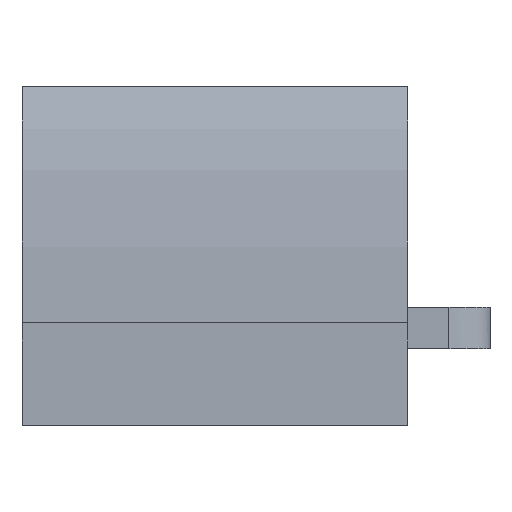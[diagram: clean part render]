
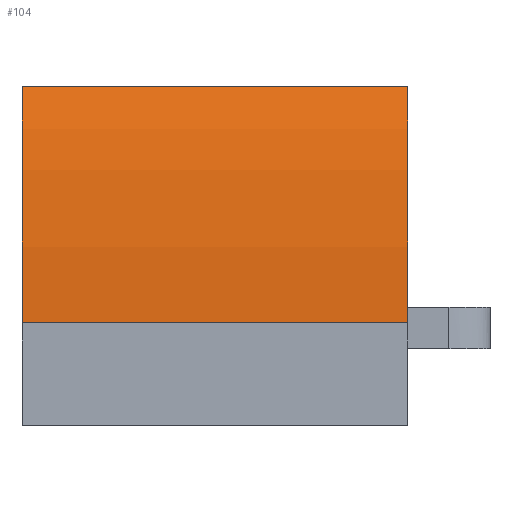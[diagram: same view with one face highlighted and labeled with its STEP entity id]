
A CAD part, left-side view. The second image highlights one B-rep face of the part: STEP entity #104.
In plain terms, the highlighted free-form (B-spline) face has degree [3, 1] with [5, 2] control points.
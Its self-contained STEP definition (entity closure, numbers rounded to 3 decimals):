
#12 = CARTESIAN_POINT ( 'NONE',  ( -21., 12.375, 5. ) ) ;
#34 = DIRECTION ( 'NONE',  ( 0., 1., 0. ) ) ;
#48 = B_SPLINE_SURFACE_WITH_KNOTS ( 'NONE', 3, 1, ( 
 ( #129, #984 ),
 ( #271, #711 ),
 ( #1124, #356 ),
 ( #1087, #463 ),
 ( #1210, #601 ) ),
 .UNSPECIFIED., .F., .F., .F.,
 ( 4, 1, 4 ),
 ( 2, 2 ),
 ( 0., 0.442, 1. ),
 ( 0., 1. ),
 .UNSPECIFIED. ) ;
#104 = ADVANCED_FACE ( 'NONE', ( #128 ), #48, .T. ) ;
#128 = FACE_OUTER_BOUND ( 'NONE', #365, .T. ) ;
#129 = CARTESIAN_POINT ( 'NONE',  ( -21., -6.375, 5. ) ) ;
#186 = VERTEX_POINT ( 'NONE', #876 ) ;
#197 = CARTESIAN_POINT ( 'NONE',  ( -19., -6.375, 16.5 ) ) ;
#202 = VERTEX_POINT ( 'NONE', #377 ) ;
#265 = CARTESIAN_POINT ( 'NONE',  ( -19., -25.276, 16.5 ) ) ;
#271 = CARTESIAN_POINT ( 'NONE',  ( -21., -6.375, 6.55 ) ) ;
#276 = EDGE_CURVE ( 'NONE', #521, #186, #865, .T. ) ;
#288 = CARTESIAN_POINT ( 'NONE',  ( -21., -6.375, 5. ) ) ;
#320 = VECTOR ( 'NONE', #1021, 1000. ) ;
#333 = B_SPLINE_CURVE_WITH_KNOTS ( 'NONE', 3,
 ( #904, #1319, #700, #710, #389 ),
 .UNSPECIFIED., .F., .F.,
 ( 4, 1, 4 ),
 ( 0., 0.442, 1. ),
 .UNSPECIFIED. ) ;
#356 = CARTESIAN_POINT ( 'NONE',  ( -20.91, 12.375, 8.082 ) ) ;
#365 = EDGE_LOOP ( 'NONE', ( #1157, #1307, #436, #675 ) ) ;
#377 = CARTESIAN_POINT ( 'NONE',  ( -19., 12.375, 16.5 ) ) ;
#389 = CARTESIAN_POINT ( 'NONE',  ( -19., 12.375, 16.5 ) ) ;
#436 = ORIENTED_EDGE ( 'NONE', *, *, #680, .T. ) ;
#463 = CARTESIAN_POINT ( 'NONE',  ( -20.418, 12.375, 13.486 ) ) ;
#521 = VERTEX_POINT ( 'NONE', #12 ) ;
#601 = CARTESIAN_POINT ( 'NONE',  ( -19., 12.375, 16.5 ) ) ;
#617 = CARTESIAN_POINT ( 'NONE',  ( -21., -6.375, 5. ) ) ;
#636 = CARTESIAN_POINT ( 'NONE',  ( -20.91, -6.375, 8.082 ) ) ;
#675 = ORIENTED_EDGE ( 'NONE', *, *, #878, .F. ) ;
#680 = EDGE_CURVE ( 'NONE', #750, #202, #1144, .T. ) ;
#700 = CARTESIAN_POINT ( 'NONE',  ( -20.91, 12.375, 8.082 ) ) ;
#710 = CARTESIAN_POINT ( 'NONE',  ( -20.418, 12.375, 13.486 ) ) ;
#711 = CARTESIAN_POINT ( 'NONE',  ( -21., 12.375, 6.55 ) ) ;
#750 = VERTEX_POINT ( 'NONE', #1099 ) ;
#865 = LINE ( 'NONE', #288, #320 ) ;
#876 = CARTESIAN_POINT ( 'NONE',  ( -21., -6.375, 5. ) ) ;
#878 = EDGE_CURVE ( 'NONE', #521, #202, #333, .T. ) ;
#904 = CARTESIAN_POINT ( 'NONE',  ( -21., 12.375, 5. ) ) ;
#984 = CARTESIAN_POINT ( 'NONE',  ( -21., 12.375, 5. ) ) ;
#1021 = DIRECTION ( 'NONE',  ( 0., -1., 0. ) ) ;
#1087 = CARTESIAN_POINT ( 'NONE',  ( -20.418, -6.375, 13.486 ) ) ;
#1099 = CARTESIAN_POINT ( 'NONE',  ( -19., -6.375, 16.5 ) ) ;
#1124 = CARTESIAN_POINT ( 'NONE',  ( -20.91, -6.375, 8.082 ) ) ;
#1144 = LINE ( 'NONE', #265, #1275 ) ;
#1152 = CARTESIAN_POINT ( 'NONE',  ( -20.418, -6.375, 13.486 ) ) ;
#1157 = ORIENTED_EDGE ( 'NONE', *, *, #276, .T. ) ;
#1210 = CARTESIAN_POINT ( 'NONE',  ( -19., -6.375, 16.5 ) ) ;
#1219 = B_SPLINE_CURVE_WITH_KNOTS ( 'NONE', 3,
 ( #617, #1249, #636, #1152, #197 ),
 .UNSPECIFIED., .F., .F.,
 ( 4, 1, 4 ),
 ( 0., 0.442, 1. ),
 .UNSPECIFIED. ) ;
#1249 = CARTESIAN_POINT ( 'NONE',  ( -21., -6.375, 6.55 ) ) ;
#1275 = VECTOR ( 'NONE', #34, 1000. ) ;
#1307 = ORIENTED_EDGE ( 'NONE', *, *, #1310, .T. ) ;
#1310 = EDGE_CURVE ( 'NONE', #186, #750, #1219, .T. ) ;
#1319 = CARTESIAN_POINT ( 'NONE',  ( -21., 12.375, 6.55 ) ) ;
